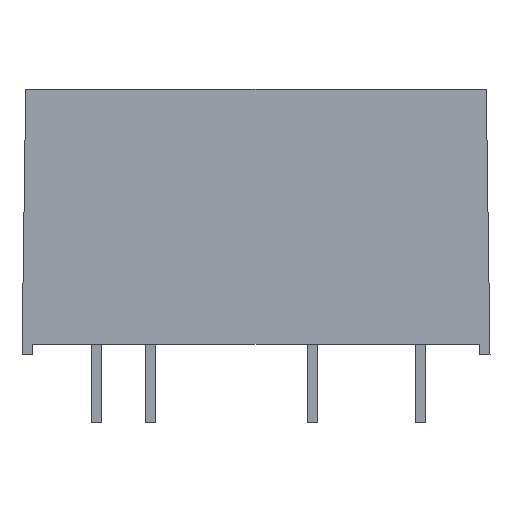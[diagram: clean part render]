
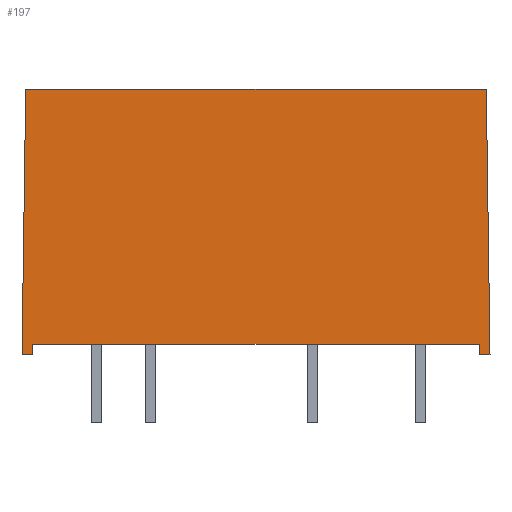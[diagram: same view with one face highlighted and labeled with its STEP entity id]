
A CAD part, front view. The second image highlights one B-rep face of the part: STEP entity #197.
In plain terms, the highlighted planar face has unit normal (0, -1, 0.014).
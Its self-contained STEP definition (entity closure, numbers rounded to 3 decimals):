
#16=CARTESIAN_POINT('',(18.0,-5.568,-0.0));
#17=VERTEX_POINT('',#16);
#34=CARTESIAN_POINT('',(18.5,-5.568,-0.0));
#35=VERTEX_POINT('',#34);
#42=CARTESIAN_POINT('',(-3.5,-5.568,-0.0));
#43=DIRECTION('',(1.0,0.0,0.0));
#44=VECTOR('',#43,1.0);
#45=LINE('',#42,#44);
#46=EDGE_CURVE('n� 169',#17,#35,#45,.T.);
#65=CARTESIAN_POINT('',(18.0,-5.561,0.5));
#66=VERTEX_POINT('',#65);
#67=CARTESIAN_POINT('',(18.0,-5.393,12.499));
#68=DIRECTION('',(0.0,-0.014,-1.));
#69=VECTOR('',#68,1.0);
#70=LINE('',#67,#69);
#71=EDGE_CURVE('n� 170',#66,#17,#70,.T.);
#97=CARTESIAN_POINT('',(-3.0,-5.561,0.5));
#98=VERTEX_POINT('',#97);
#105=CARTESIAN_POINT('',(-3.0,-5.568,-0.0));
#106=VERTEX_POINT('',#105);
#107=CARTESIAN_POINT('',(-3.0,-5.393,12.499));
#108=DIRECTION('',(0.0,0.014,1.));
#109=VECTOR('',#108,1.0);
#110=LINE('',#107,#109);
#111=EDGE_CURVE('n� 172',#106,#98,#110,.T.);
#128=CARTESIAN_POINT('',(-3.5,-5.568,-0.0));
#129=VERTEX_POINT('',#128);
#130=CARTESIAN_POINT('',(-3.5,-5.568,-0.0));
#131=DIRECTION('',(1.0,0.0,0.0));
#132=VECTOR('',#131,1.0);
#133=LINE('',#130,#132);
#134=EDGE_CURVE('n� 165',#129,#106,#133,.T.);
#158=CARTESIAN_POINT('',(-3.325,-5.393,12.5));
#159=VERTEX_POINT('',#158);
#160=CARTESIAN_POINT('',(-3.5,-5.568,-0.0));
#161=DIRECTION('',(0.014,0.014,1.));
#162=VECTOR('',#161,1.0);
#163=LINE('',#160,#162);
#164=EDGE_CURVE('n� 102',#129,#159,#163,.T.);
#165=ORIENTED_EDGE('',*,*,#164,.F.);
#166=ORIENTED_EDGE('',*,*,#134,.T.);
#167=ORIENTED_EDGE('',*,*,#111,.T.);
#168=CARTESIAN_POINT('',(7.5,-5.561,0.5));
#169=DIRECTION('',(-1.0,0.0,0.0));
#170=VECTOR('',#169,1.0);
#171=LINE('',#168,#170);
#172=EDGE_CURVE('n� 124',#66,#98,#171,.T.);
#173=ORIENTED_EDGE('',*,*,#172,.F.);
#174=ORIENTED_EDGE('',*,*,#71,.T.);
#175=ORIENTED_EDGE('',*,*,#46,.T.);
#176=CARTESIAN_POINT('',(18.325,-5.393,12.5));
#177=VERTEX_POINT('',#176);
#178=CARTESIAN_POINT('',(18.325,-5.393,12.5));
#179=DIRECTION('',(0.014,-0.014,-1.));
#180=VECTOR('',#179,1.0);
#181=LINE('',#178,#180);
#182=EDGE_CURVE('n� 146',#177,#35,#181,.T.);
#183=ORIENTED_EDGE('',*,*,#182,.F.);
#184=CARTESIAN_POINT('',(7.5,-5.393,12.5));
#185=DIRECTION('',(-1.0,-0.0,0.0));
#186=VECTOR('',#185,1.0);
#187=LINE('',#184,#186);
#188=EDGE_CURVE('n� 82',#177,#159,#187,.T.);
#189=ORIENTED_EDGE('',*,*,#188,.T.);
#190=EDGE_LOOP('',(#165,#166,#167,#173,#174,#175,#183,#189));
#191=FACE_OUTER_BOUND('',#190,.T.);
#192=CARTESIAN_POINT('',(-3.5,-5.393,12.499));
#193=DIRECTION('',(0.0,-1.,0.014));
#194=DIRECTION('',(0.0,-0.014,-1.));
#195=AXIS2_PLACEMENT_3D('',#192,#193,#194);
#196=PLANE('',#195);
#197=ADVANCED_FACE('n� 162',(#191),#196,.T.);
